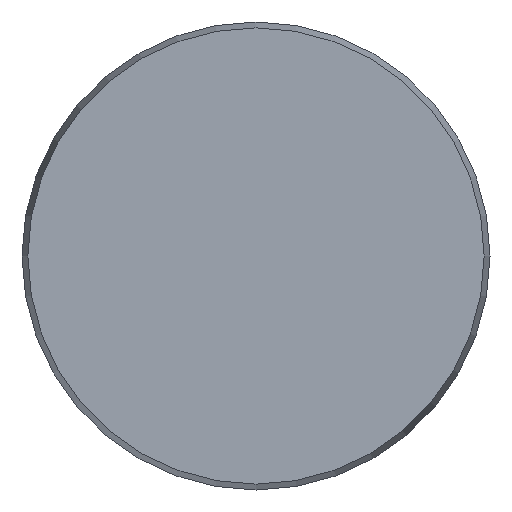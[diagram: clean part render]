
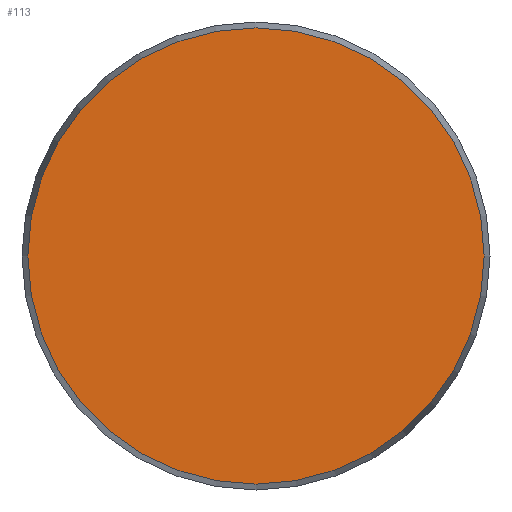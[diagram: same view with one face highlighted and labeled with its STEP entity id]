
A CAD part, front view. The second image highlights one B-rep face of the part: STEP entity #113.
In plain terms, the highlighted planar face has unit normal (0, -1, 0).
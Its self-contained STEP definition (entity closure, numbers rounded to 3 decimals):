
#113 = ADVANCED_FACE( '', ( #242 ), #243, .F. );
#242 = FACE_OUTER_BOUND( '', #381, .T. );
#243 = PLANE( '', #382 );
#381 = EDGE_LOOP( '', ( #652 ) );
#382 = AXIS2_PLACEMENT_3D( '', #653, #654, #655 );
#652 = ORIENTED_EDGE( '', *, *, #828, .T. );
#653 = CARTESIAN_POINT( '', ( 48.75, 0., 0. ) );
#654 = DIRECTION( '', ( 0., 1., 0. ) );
#655 = DIRECTION( '', ( 0., 0., 1. ) );
#828 = EDGE_CURVE( '', #974, #974, #975, .T. );
#974 = VERTEX_POINT( '', #1267 );
#975 = CIRCLE( '', #1268, 48.75 );
#1267 = CARTESIAN_POINT( '', ( 0., 0., -48.75 ) );
#1268 = AXIS2_PLACEMENT_3D( '', #1398, #1399, #1400 );
#1398 = CARTESIAN_POINT( '', ( 0., 0., 0. ) );
#1399 = DIRECTION( '', ( 0., -1., 0. ) );
#1400 = DIRECTION( '', ( 0., 0., -1. ) );
